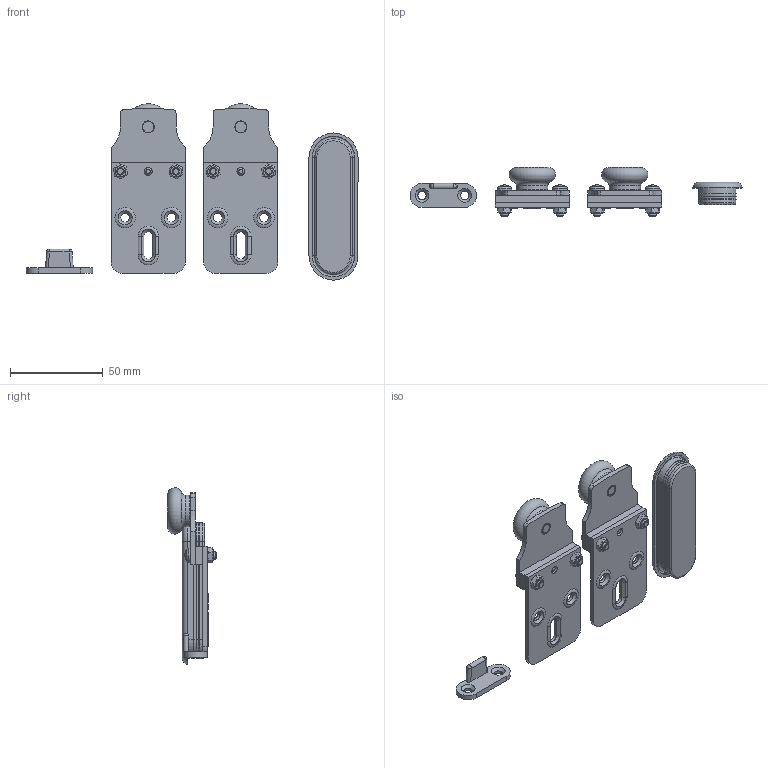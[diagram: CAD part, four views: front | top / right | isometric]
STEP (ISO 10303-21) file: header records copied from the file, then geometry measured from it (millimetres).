
FILE_DESCRIPTION(/* description */ (''),/* implementation_level */ '2;1');
FILE_NAME(/* name */ '.stp',/* time_stamp */ '2019-08-20T14:16:31+02:00',/* author */ ('ga'),/* organization */ (''),/* preprocessor_version */ 'ST-DEVELOPER v17.2',/* originating_system */ 'Autodesk Inventor 2019',/* authorisation */ '');
FILE_SCHEMA (('AUTOMOTIVE_DESIGN { 1 0 10303 214 3 1 1 }'));
Length unit declared in the file: millimetre
Products named in the file (12): Ensemble1; Monture 28; 14550 plaquette de reglage; 14552 Bis; 14552; MONT 14986 axe epaule; ISO 7045 - M4 x 14 - 4.8 - H; ISO 4032 - M4; 15261; 14981; 1123; 1293
Assembly tree (14 placements, depth 3):
  Ensemble1
    Monture 28  x2
      14550 plaquette de reglage
      14552 Bis
      14552
      MONT 14986 axe epaule
      ISO 7045 - M4 x 14 - 4.8 - H
      ISO 4032 - M4
      15261
      14981
    1123
    1293
Bounding box: 179.25 x 26.5 x 95.22 mm (x, y, z)
Volume: 37061.5 mm3; surface area: 37337.9 mm2
Topology: 22 solids, 22 shells, 575 faces, 1498 edges, 986 vertices
Faces by surface type: plane 236, cylinder 157, cone 124, torus 52, sphere 6
Full cylindrical faces by diameter (mm): 3.242 x4, 3.621 x4, 4 x8, 4.2 x8, 4.5 x10, 4.8 x6, 5.1 x2, 7 x2, 7.2 x2, 12.8 x2, 13 x2, 17 x4, 18 x2
Entity records: 9453 total; most frequent: CARTESIAN_POINT 1714, DIRECTION 1665, ORIENTED_EDGE 1442, EDGE_CURVE 721, AXIS2_PLACEMENT_3D 668, VERTEX_POINT 465, CIRCLE 352, EDGE_LOOP 346
